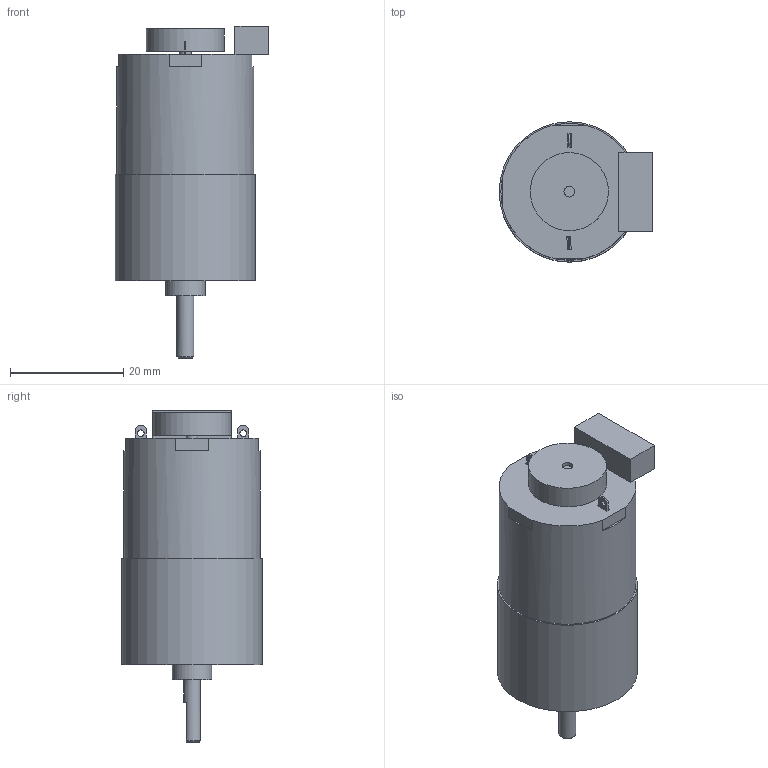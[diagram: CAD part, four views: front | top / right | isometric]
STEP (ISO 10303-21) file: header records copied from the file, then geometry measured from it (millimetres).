
FILE_DESCRIPTION( ('This file contains a STEP AP42 implementation' ,'as created by ZW3D STEP Interface translator.') ,'2;1' );
FILE_NAME( 'µç»ú_MG310µç»ú(»ô¶û).stp' ,'22 518. 91235', (''), ('ZWCAD Software Co.'), 'Version 1.0', 'ZW3D to STEP translator', '' );
FILE_SCHEMA(('AUTOMOTIVE_DESIGN { 1 0 10303 214 1 1 1 1 }'));
Length unit declared in the file: millimetre
Products named in the file (2): 0; 萇儂_MG310萇儂(齊嫌)
Bounding box: 27.15 x 24.8 x 58.7 mm (x, y, z)
Volume: 19852.5 mm3; surface area: 5626.1 mm2
Topology: 1 solids, 4 shells, 138 faces, 338 edges, 224 vertices
Faces by surface type: plane 87, cylinder 48, cone 2, torus 1
Full cylindrical faces by diameter (mm): 1.2 x2, 1.9 x1, 2 x1, 2.4 x4, 2.5 x2, 3 x1, 6.3 x1, 6.5 x1, 6.9 x1, 7 x1, 13.8 x1, 23.3 x1, 24.2 x1, 24.8 x1
Entity records: 4317 total; most frequent: DIRECTION 726, CARTESIAN_POINT 707, ORIENTED_EDGE 676, EDGE_CURVE 338, AXIS2_PLACEMENT_3D 251, VERTEX_POINT 224, VECTOR 224, LINE 224
